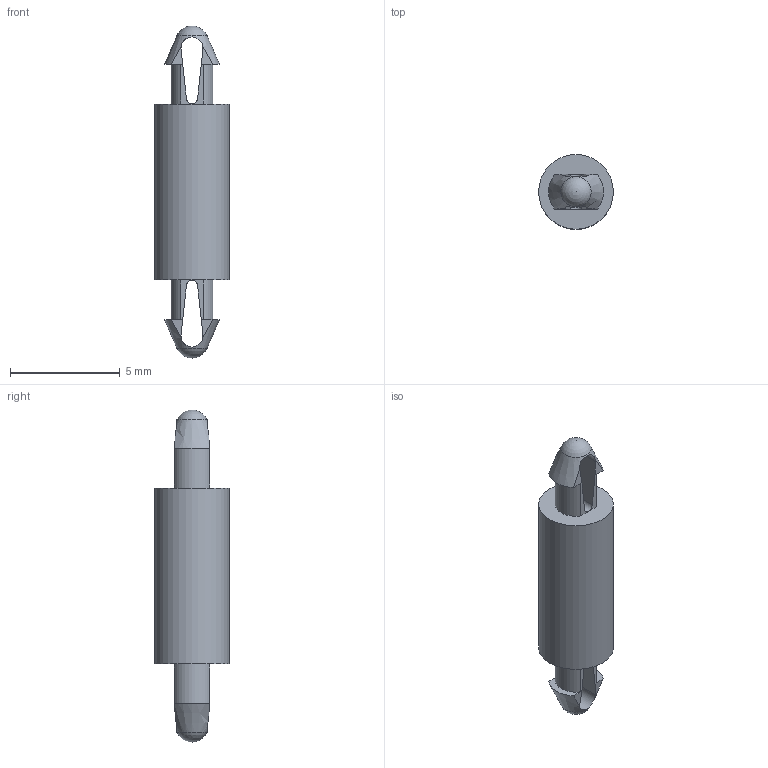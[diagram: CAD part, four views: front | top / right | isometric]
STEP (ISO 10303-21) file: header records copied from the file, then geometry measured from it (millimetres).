
FILE_DESCRIPTION( ( 'Unknown' ), '1' );
FILE_NAME( '709653000.stp', 'Unknown', ( 'Unknown' ), ( 'Unknown' ), 'PSStep 19.0.9', 'Unknown', ' ' );
FILE_SCHEMA( ( 'AUTOMOTIVE_DESIGN { 1 0 10303 214 1 1 1 1 }' ) );
Length unit declared in the file: millimetre
Products named in the file (1): 1
Bounding box: 3.4 x 3.4 x 15.1 mm (x, y, z)
Volume: 82.7 mm3; surface area: 154.6 mm2
Topology: 1 solids, 1 shells, 39 faces, 113 edges, 72 vertices
Faces by surface type: plane 26, cylinder 9, sphere 2, cone 2
Full cylindrical faces by diameter (mm): 3.4 x1
Entity records: 1626 total; most frequent: CARTESIAN_POINT 310, ORIENTED_EDGE 208, DIRECTION 200, EDGE_CURVE 104, AXIS2_PLACEMENT_3D 72, VERTEX_POINT 70, LINE 56, VECTOR 56
